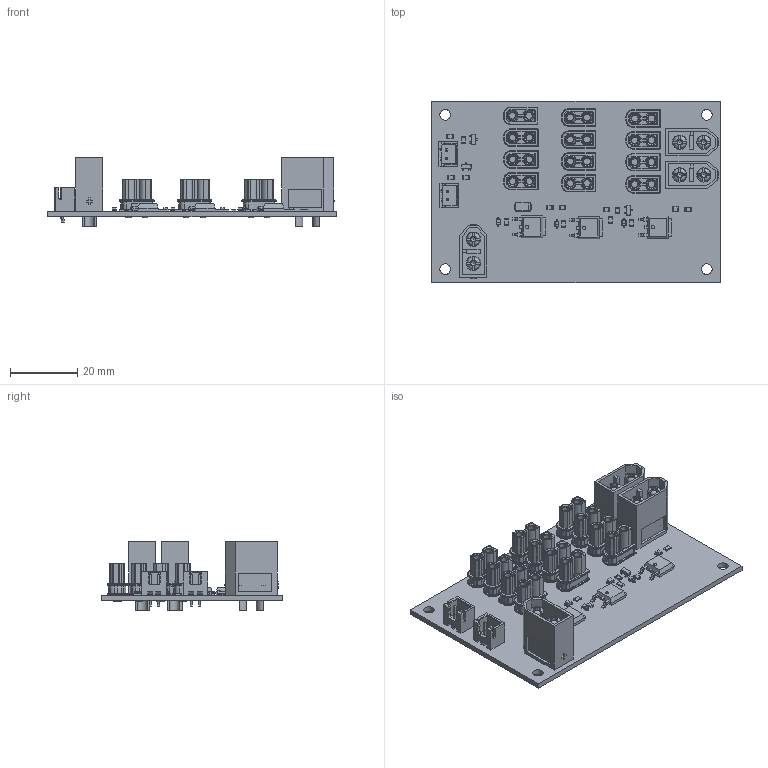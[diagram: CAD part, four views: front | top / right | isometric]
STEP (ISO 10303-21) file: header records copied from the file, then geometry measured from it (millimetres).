
FILE_DESCRIPTION(('KiCad electronic assembly'),'2;1');
FILE_NAME('power_hub.step','2024-09-11T18:05:48',('Pcbnew'),('Kicad'), 'Open CASCADE STEP processor 7.7','KiCad to STEP converter','Unknown' );
FILE_SCHEMA(('AUTOMOTIVE_DESIGN { 1 0 10303 214 1 1 1 1 }'));
Length unit declared in the file: millimetre
Products named in the file (20): power_hub 1; R_0805_2012Metric; D_SMA; SOT-23; SOT_23; TO-252-2; CQ assembly; JST_XH_B2B-XH-A_1x02_P2.50mm_Vertical; JST_B2B_XH_A; Amass_XT30UPB-F; ASSEMBLY; AMASS_XT60-M_1x02_P7.2mm_Vertical; XT60 male v9; LED_0805_2012Metric; D_SOD-323; D_SOD_323; power_hub_PCB
Assembly tree (51 placements, depth 3):
  power_hub 1
    R_0805_2012Metric  x11
      R_0805_2012Metric
    D_SMA
      D_SMA
    SOT-23  x3
      SOT_23
    TO-252-2  x3
      CQ assembly
    JST_XH_B2B-XH-A_1x02_P2.50mm_Vertical  x2
      JST_B2B_XH_A
    Amass_XT30UPB-F  x12
      ASSEMBLY
    AMASS_XT60-M_1x02_P7.2mm_Vertical  x3
      XT60 male v9
    LED_0805_2012Metric  x3
      LED_0805_2012Metric
    D_SOD-323  x3
      D_SOD_323
    power_hub_PCB
Bounding box: 86 x 54 x 20.5 mm (x, y, z)
Volume: 13531.8 mm3; surface area: 28230.2 mm2
Topology: 84 solids, 84 shells, 3752 faces, 9165 edges, 5518 vertices
Faces by surface type: plane 1748, cylinder 1223, torus 360, bspline 193, sphere 96, revolution 72, cone 60
Full cylindrical faces by diameter (mm): 1 x7, 1.2 x2, 1.5 x24, 2 x24, 2.4 x48, 2.7 x24, 3 x6, 3.2 x4, 4.3 x12, 4.5 x6, 6 x6
Entity records: 26740 total; most frequent: CARTESIAN_POINT 5202, ORIENTED_EDGE 3852, DIRECTION 3800, EDGE_CURVE 1926, LINE 1332, VECTOR 1332, AXIS2_PLACEMENT_3D 1231, VERTEX_POINT 1215
